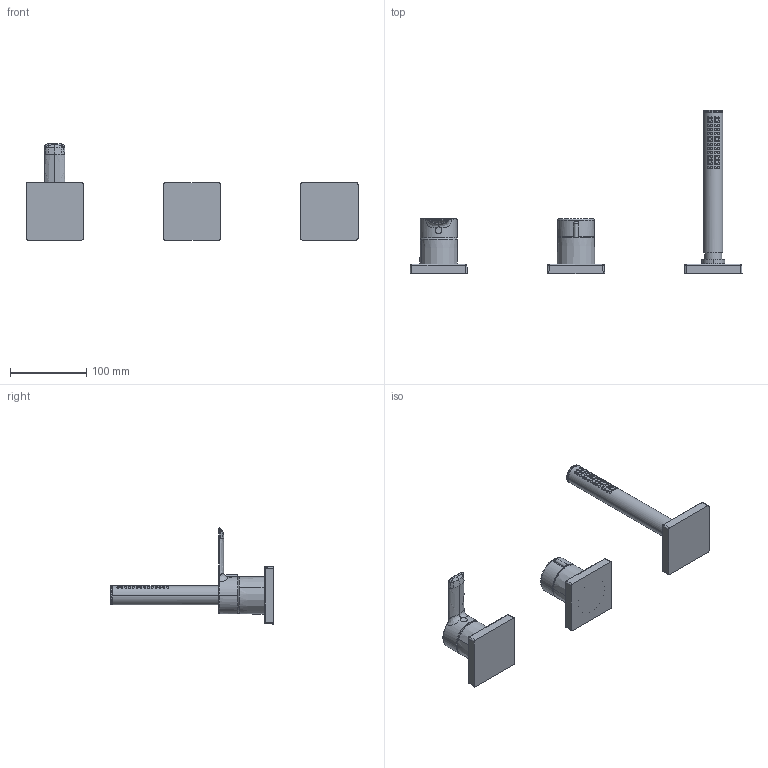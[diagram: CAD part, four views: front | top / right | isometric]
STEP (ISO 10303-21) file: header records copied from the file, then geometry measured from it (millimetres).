
FILE_DESCRIPTION (( 'STEP AP203' ), '1' );
FILE_NAME ('06439493.STEP', '2020-04-21T06:10:22', ( '' ), ( '' ), 'SwSTEP 2.0', 'SolidWorks 2016', '' );
FILE_SCHEMA (( 'CONFIG_CONTROL_DESIGN' ));
Length unit declared in the file: millimetre
Products named in the file (1): 06439493
Bounding box: 435 x 213.8 x 125.85 mm (x, y, z)
Volume: 590064.6 mm3; surface area: 106501.1 mm2
Topology: 10 solids, 10 shells, 218 faces, 463 edges, 323 vertices
Faces by surface type: bspline 114, cylinder 43, plane 36, torus 14, cone 8, sphere 3
Entity records: 19196 total; most frequent: CARTESIAN_POINT 15115, ORIENTED_EDGE 922, DIRECTION 541, EDGE_CURVE 461, VERTEX_POINT 323, EDGE_LOOP 278, B_SPLINE_CURVE_WITH_KNOTS 228, AXIS2_PLACEMENT_3D 222
